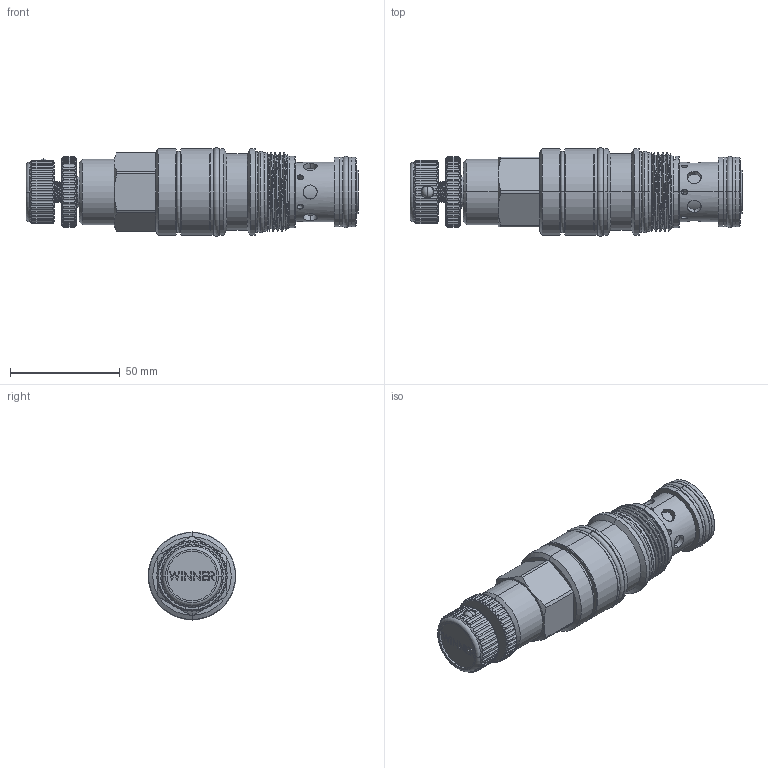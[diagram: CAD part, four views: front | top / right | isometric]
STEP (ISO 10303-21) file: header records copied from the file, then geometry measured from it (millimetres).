
FILE_DESCRIPTION (( 'STEP AP203' ), '1' );
FILE_NAME ('CA17A3B(3E)-K.STEP', '2021-06-21T08:00:12', ( '' ), ( '' ), 'SwSTEP 2.0', 'SolidWorks 2018', '' );
FILE_SCHEMA (( 'CONFIG_CONTROL_DESIGN' ));
Length unit declared in the file: millimetre
Products named in the file (1): CA17A3B(3E)-K
Bounding box: 151.45 x 40.39 x 40.39 mm (x, y, z)
Volume: 127806.3 mm3; surface area: 28990.6 mm2
Topology: 3 solids, 4 shells, 602 faces, 1557 edges, 1007 vertices
Faces by surface type: cylinder 370, plane 134, cone 55, torus 26, bspline 14, sphere 3
Entity records: 28519 total; most frequent: CARTESIAN_POINT 14310, ORIENTED_EDGE 3110, DIRECTION 2758, EDGE_CURVE 1555, AXIS2_PLACEMENT_3D 1063, VERTEX_POINT 1006, EDGE_LOOP 653, LINE 632
